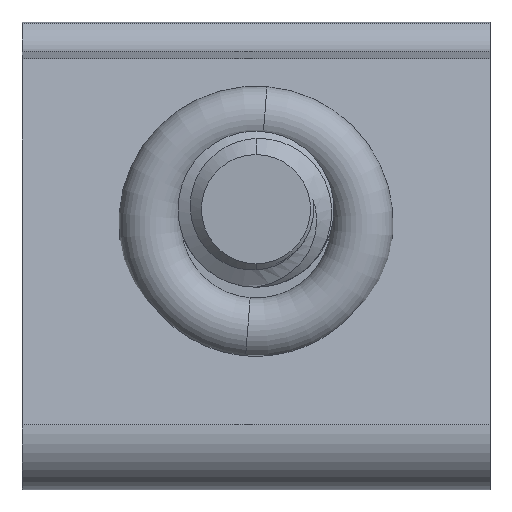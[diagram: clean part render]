
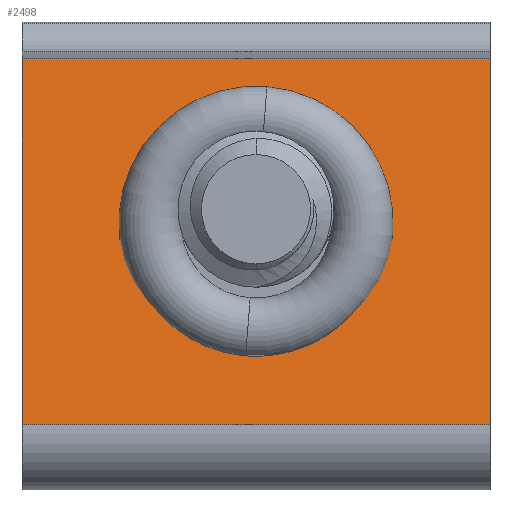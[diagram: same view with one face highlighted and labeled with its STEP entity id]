
A CAD part, front view. The second image highlights one B-rep face of the part: STEP entity #2498.
In plain terms, the highlighted planar face has unit normal (0, -0.987, 0.162).
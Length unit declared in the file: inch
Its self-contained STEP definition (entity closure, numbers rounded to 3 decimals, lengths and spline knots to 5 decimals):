
#8 = EDGE_CURVE ( 'NONE', #7307, #4294, #829, .T. ) ;
#166 = DIRECTION ( 'NONE',  ( 1., 0., 0. ) ) ;
#589 = CARTESIAN_POINT ( 'NONE',  ( 0.375, -0.73759, -0.64544 ) ) ;
#664 = AXIS2_PLACEMENT_3D ( 'NONE', #1850, #1808, #6196 ) ;
#680 = CARTESIAN_POINT ( 'NONE',  ( -0.32553, -0.68023, -0.29567 ) ) ;
#801 = CARTESIAN_POINT ( 'NONE',  ( 0.32553, -0.68023, -0.29567 ) ) ;
#829 = LINE ( 'NONE', #6979, #7003 ) ;
#841 = VECTOR ( 'NONE', #7068, 39.37008 ) ;
#960 = LINE ( 'NONE', #7164, #3398 ) ;
#1064 = CARTESIAN_POINT ( 'NONE',  ( 0.375, -0.64141, -0.05895 ) ) ;
#1175 = VERTEX_POINT ( 'NONE', #3670 ) ;
#1195 = EDGE_CURVE ( 'NONE', #2257, #7248, #6428, .T. ) ;
#1303 = LINE ( 'NONE', #4143, #1547 ) ;
#1378 = CARTESIAN_POINT ( 'NONE',  ( -0.375, -0.73759, -0.64544 ) ) ;
#1526 = PLANE ( 'NONE',  #664 ) ;
#1547 = VECTOR ( 'NONE', #2551, 39.37008 ) ;
#1808 = DIRECTION ( 'NONE',  ( 0., -0.987, 0.162 ) ) ;
#1850 = CARTESIAN_POINT ( 'NONE',  ( -0.375, -0.6536, -0.13326 ) ) ;
#2000 = CARTESIAN_POINT ( 'NONE',  ( -0.375, -0.64141, -0.05895 ) ) ;
#2049 = ORIENTED_EDGE ( 'NONE', *, *, #8, .T. ) ;
#2219 = FACE_BOUND ( 'NONE', #3390, .T. ) ;
#2257 = VERTEX_POINT ( 'NONE', #2000 ) ;
#2498 = ADVANCED_FACE ( 'NONE', ( #3875, #2219 ), #1526, .T. ) ;
#2551 = DIRECTION ( 'NONE',  ( 0., -0.162, -0.987 ) ) ;
#2596 = EDGE_LOOP ( 'NONE', ( #4657, #3067, #5291, #2610 ) ) ;
#2610 = ORIENTED_EDGE ( 'NONE', *, *, #4689, .T. ) ;
#2754 = CARTESIAN_POINT ( 'NONE',  ( -0.12272, -0.65619, -0.14904 ) ) ;
#2909 = EDGE_CURVE ( 'NONE', #7248, #6330, #1303, .T. ) ;
#3067 = ORIENTED_EDGE ( 'NONE', *, *, #1195, .F. ) ;
#3070 = CARTESIAN_POINT ( 'NONE',  ( 0., -0.71959, -0.53567 ) ) ;
#3390 = EDGE_LOOP ( 'NONE', ( #2049, #6658 ) ) ;
#3398 = VECTOR ( 'NONE', #4315, 39.37008 ) ;
#3670 = CARTESIAN_POINT ( 'NONE',  ( -0.375, -0.73759, -0.64544 ) ) ;
#3875 = FACE_OUTER_BOUND ( 'NONE', #2596, .T. ) ;
#4143 = CARTESIAN_POINT ( 'NONE',  ( 0.375, -0.6536, -0.13326 ) ) ;
#4294 = VERTEX_POINT ( 'NONE', #4704 ) ;
#4315 = DIRECTION ( 'NONE',  ( 0., -0.162, -0.987 ) ) ;
#4481 =( BOUNDED_CURVE ( )  B_SPLINE_CURVE ( 3, ( #6902, #801, #5760, #3070, #5246, #680, #4694 ),
 .UNSPECIFIED., .F., .T. ) 
 B_SPLINE_CURVE_WITH_KNOTS ( ( 4, 3, 4 ),
 ( 0.62089, 3.14159, 5.66229 ),
 .UNSPECIFIED. ) 
 CURVE ( )  GEOMETRIC_REPRESENTATION_ITEM ( )  RATIONAL_B_SPLINE_CURVE ( ( 1., 0.537, 0.537, 1., 0.537, 0.537, 1. ) ) 
 REPRESENTATION_ITEM ( '' )  );
#4545 = VECTOR ( 'NONE', #4762, 39.37008 ) ;
#4619 = EDGE_CURVE ( 'NONE', #4294, #7307, #4481, .T. ) ;
#4657 = ORIENTED_EDGE ( 'NONE', *, *, #2909, .F. ) ;
#4689 = EDGE_CURVE ( 'NONE', #1175, #6330, #6543, .T. ) ;
#4694 = CARTESIAN_POINT ( 'NONE',  ( -0.12272, -0.65619, -0.14904 ) ) ;
#4704 = CARTESIAN_POINT ( 'NONE',  ( 0.12272, -0.65619, -0.14904 ) ) ;
#4762 = DIRECTION ( 'NONE',  ( 1., 0., 0. ) ) ;
#5035 = EDGE_CURVE ( 'NONE', #2257, #1175, #960, .T. ) ;
#5246 = CARTESIAN_POINT ( 'NONE',  ( -0.24936, -0.71959, -0.53567 ) ) ;
#5291 = ORIENTED_EDGE ( 'NONE', *, *, #5035, .T. ) ;
#5760 = CARTESIAN_POINT ( 'NONE',  ( 0.24936, -0.71959, -0.53567 ) ) ;
#5881 = CARTESIAN_POINT ( 'NONE',  ( -0.375, -0.64141, -0.05895 ) ) ;
#6196 = DIRECTION ( 'NONE',  ( 0., -0.162, -0.987 ) ) ;
#6330 = VERTEX_POINT ( 'NONE', #589 ) ;
#6428 = LINE ( 'NONE', #5881, #4545 ) ;
#6543 = LINE ( 'NONE', #1378, #841 ) ;
#6658 = ORIENTED_EDGE ( 'NONE', *, *, #4619, .T. ) ;
#6902 = CARTESIAN_POINT ( 'NONE',  ( 0.12272, -0.65619, -0.14904 ) ) ;
#6979 = CARTESIAN_POINT ( 'NONE',  ( -0.375, -0.65619, -0.14904 ) ) ;
#7003 = VECTOR ( 'NONE', #166, 39.37008 ) ;
#7068 = DIRECTION ( 'NONE',  ( 1., 0., 0. ) ) ;
#7164 = CARTESIAN_POINT ( 'NONE',  ( -0.375, -0.6536, -0.13326 ) ) ;
#7248 = VERTEX_POINT ( 'NONE', #1064 ) ;
#7307 = VERTEX_POINT ( 'NONE', #2754 ) ;
